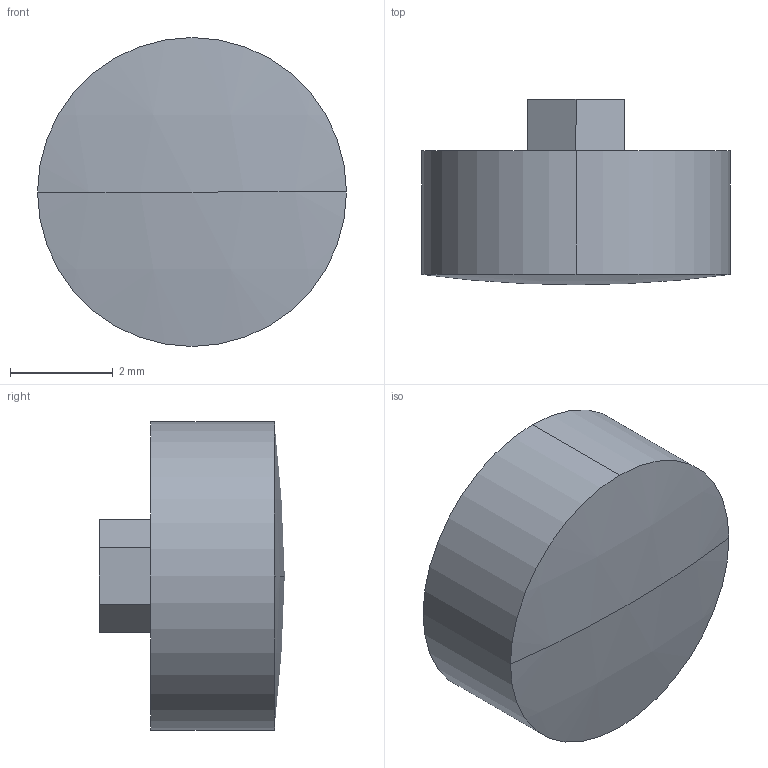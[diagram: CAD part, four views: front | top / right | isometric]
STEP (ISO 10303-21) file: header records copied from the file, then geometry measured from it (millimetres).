
FILE_DESCRIPTION (( 'STEP AP214' ), '1' );
FILE_NAME ('Ìî³ä¿é.STEP', '2025-09-11T03:25:48', ( '' ), ( '' ), 'SwSTEP 2.0', 'SolidWorks 2020', '' );
FILE_SCHEMA (( 'AUTOMOTIVE_DESIGN' ));
Length unit declared in the file: millimetre
Products named in the file (1): 沓喃輸
Bounding box: 6 x 3.6 x 6 mm (x, y, z)
Volume: 73.8 mm3; surface area: 108.5 mm2
Topology: 1 solids, 1 shells, 12 faces, 28 edges, 19 vertices
Faces by surface type: plane 8, sphere 2, cylinder 2
Entity records: 382 total; most frequent: DIRECTION 62, CARTESIAN_POINT 60, ORIENTED_EDGE 56, EDGE_CURVE 28, AXIS2_PLACEMENT_3D 21, LINE 20, VECTOR 20, VERTEX_POINT 19
